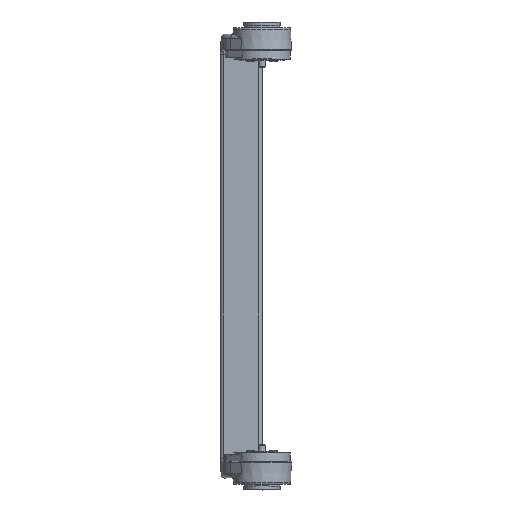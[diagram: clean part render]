
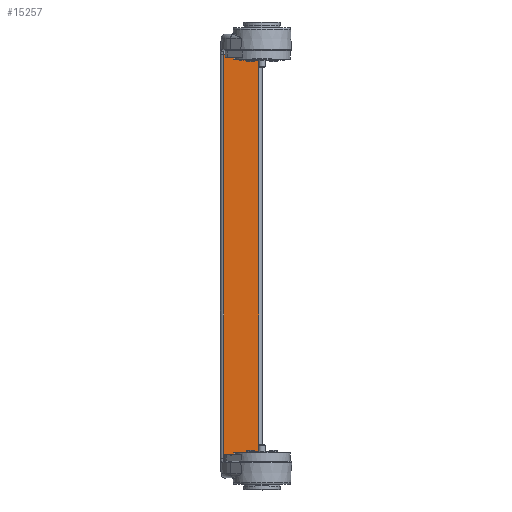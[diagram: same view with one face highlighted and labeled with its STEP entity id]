
A CAD part, top view. The second image highlights one B-rep face of the part: STEP entity #15257.
In plain terms, the highlighted face is planar.
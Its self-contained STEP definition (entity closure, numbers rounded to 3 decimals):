
#1632=PLANE('',#16956);
#2490=FACE_OUTER_BOUND('',#3455,.T.);
#3455=EDGE_LOOP('',(#14038,#14039,#14040,#14041));
#4824=LINE('',#33143,#5854);
#4841=LINE('',#33201,#5871);
#4842=LINE('',#33203,#5872);
#4843=LINE('',#33204,#5873);
#5854=VECTOR('',#21288,21.1);
#5871=VECTOR('',#21349,242.8);
#5872=VECTOR('',#21350,21.1);
#5873=VECTOR('',#21351,242.8);
#7361=VERTEX_POINT('',#33141);
#7362=VERTEX_POINT('',#33142);
#7381=VERTEX_POINT('',#33200);
#7382=VERTEX_POINT('',#33202);
#9578=EDGE_CURVE('',#7361,#7362,#4824,.T.);
#9608=EDGE_CURVE('',#7381,#7362,#4841,.T.);
#9609=EDGE_CURVE('',#7381,#7382,#4842,.T.);
#9610=EDGE_CURVE('',#7382,#7361,#4843,.T.);
#14038=ORIENTED_EDGE('',*,*,#9578,.T.);
#14039=ORIENTED_EDGE('',*,*,#9608,.F.);
#14040=ORIENTED_EDGE('',*,*,#9609,.T.);
#14041=ORIENTED_EDGE('',*,*,#9610,.T.);
#15257=ADVANCED_FACE('',(#2490),#1632,.T.);
#16956=AXIS2_PLACEMENT_3D('',#33199,#21347,#21348);
#21288=DIRECTION('',(0.,1.,0.));
#21347=DIRECTION('center_axis',(-1.,0.,0.));
#21348=DIRECTION('ref_axis',(0.,0.,1.));
#21349=DIRECTION('',(0.,0.,1.));
#21350=DIRECTION('',(0.,-1.,0.));
#21351=DIRECTION('',(0.,0.,1.));
#33141=CARTESIAN_POINT('',(-4.997,-10.55,169.3));
#33142=CARTESIAN_POINT('',(-4.997,10.55,169.3));
#33143=CARTESIAN_POINT('',(-4.997,40.129,169.3));
#33199=CARTESIAN_POINT('Origin',(-4.997,-10.55,-73.5));
#33200=CARTESIAN_POINT('',(-4.997,10.55,-73.5));
#33201=CARTESIAN_POINT('',(-4.997,10.55,-73.5));
#33202=CARTESIAN_POINT('',(-4.997,-10.55,-73.5));
#33203=CARTESIAN_POINT('',(-4.997,40.129,-73.5));
#33204=CARTESIAN_POINT('',(-4.997,-10.55,-73.5));
